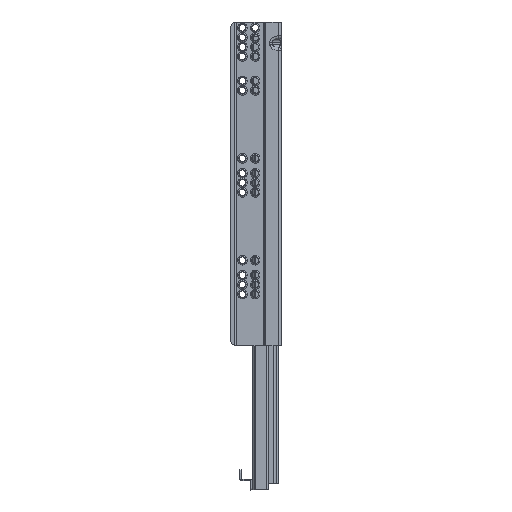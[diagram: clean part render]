
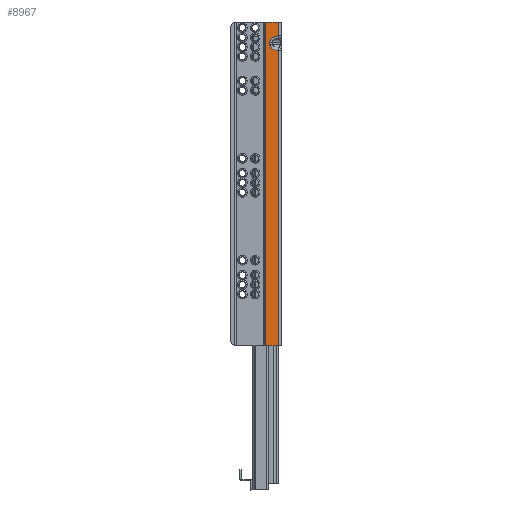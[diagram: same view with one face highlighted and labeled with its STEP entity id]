
A CAD part, left-side view. The second image highlights one B-rep face of the part: STEP entity #8967.
In plain terms, the highlighted planar face has unit normal (-1, 0, 0).
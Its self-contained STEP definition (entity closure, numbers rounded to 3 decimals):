
#824 = VECTOR ( 'NONE', #62782, 1000. ) ;
#1089 = DIRECTION ( 'NONE',  ( -1., 0., 0. ) ) ;
#5767 = EDGE_CURVE ( 'NONE', #112972, #41559, #131128, .T. ) ;
#8967 = ADVANCED_FACE ( 'NONE', ( #104248 ), #132768, .T. ) ;
#11212 =( BOUNDED_CURVE ( )  B_SPLINE_CURVE ( 3, ( #33172, #85401, #34512, #96264 ),
 .UNSPECIFIED., .F., .F. ) 
 B_SPLINE_CURVE_WITH_KNOTS ( ( 4, 4 ),
 ( 4.776, 6.283 ),
 .UNSPECIFIED. ) 
 CURVE ( )  GEOMETRIC_REPRESENTATION_ITEM ( )  RATIONAL_B_SPLINE_CURVE ( ( 1., 0.82, 0.82, 1. ) ) 
 REPRESENTATION_ITEM ( '' )  );
#11431 = EDGE_CURVE ( 'NONE', #56820, #111795, #64239, .T. ) ;
#17627 = CARTESIAN_POINT ( 'NONE',  ( 0., -16.257, -21. ) ) ;
#20461 = DIRECTION ( 'NONE',  ( 0., 0., 1. ) ) ;
#20702 = LINE ( 'NONE', #125894, #824 ) ;
#21034 = CARTESIAN_POINT ( 'NONE',  ( 0., -12.443, -305. ) ) ;
#21807 = CARTESIAN_POINT ( 'NONE',  ( 0., -24.2, -13.012 ) ) ;
#22125 = EDGE_CURVE ( 'NONE', #106473, #74709, #20702, .T. ) ;
#25820 = DIRECTION ( 'NONE',  ( 0., 0., 1. ) ) ;
#26880 = CARTESIAN_POINT ( 'NONE',  ( 0., -12.443, 0. ) ) ;
#29469 = CARTESIAN_POINT ( 'NONE',  ( 0., -24.2, -13.012 ) ) ;
#33172 = CARTESIAN_POINT ( 'NONE',  ( 0., -24.2, -26.988 ) ) ;
#34448 = CARTESIAN_POINT ( 'NONE',  ( 0., -12.443, 0. ) ) ;
#34512 = CARTESIAN_POINT ( 'NONE',  ( 0., -16.257, -24.339 ) ) ;
#35495 = CARTESIAN_POINT ( 'NONE',  ( 0., -24.2, -26.988 ) ) ;
#39809 = CARTESIAN_POINT ( 'NONE',  ( 0., -12.443, -305. ) ) ;
#40976 = CARTESIAN_POINT ( 'NONE',  ( 0., -16.257, -19. ) ) ;
#41559 = VERTEX_POINT ( 'NONE', #129426 ) ;
#41888 = ORIENTED_EDGE ( 'NONE', *, *, #82423, .T. ) ;
#42308 = CARTESIAN_POINT ( 'NONE',  ( 0., -19.488, -13.226 ) ) ;
#42556 = CARTESIAN_POINT ( 'NONE',  ( 0., -12.443, -305. ) ) ;
#50375 = CARTESIAN_POINT ( 'NONE',  ( 0., -24.2, -305. ) ) ;
#53551 = ORIENTED_EDGE ( 'NONE', *, *, #98039, .T. ) ;
#56820 = VERTEX_POINT ( 'NONE', #21034 ) ;
#58076 = DIRECTION ( 'NONE',  ( 0., -1., 0. ) ) ;
#60872 = DIRECTION ( 'NONE',  ( 0., 0., 1. ) ) ;
#61312 = CARTESIAN_POINT ( 'NONE',  ( 0., -16.257, -15.661 ) ) ;
#62782 = DIRECTION ( 'NONE',  ( 0., 0., 1. ) ) ;
#63882 = CARTESIAN_POINT ( 'NONE',  ( 0., -16.257, -19. ) ) ;
#64239 = LINE ( 'NONE', #42556, #98447 ) ;
#67329 = ORIENTED_EDGE ( 'NONE', *, *, #5767, .T. ) ;
#69018 = CARTESIAN_POINT ( 'NONE',  ( 0., -24.2, -305. ) ) ;
#69846 = LINE ( 'NONE', #132288, #111924 ) ;
#71039 = LINE ( 'NONE', #112459, #107820 ) ;
#72322 = DIRECTION ( 'NONE',  ( 0., 0., 1. ) ) ;
#74709 = VERTEX_POINT ( 'NONE', #63882 ) ;
#76539 = AXIS2_PLACEMENT_3D ( 'NONE', #39809, #1089, #72322 ) ;
#77497 = VECTOR ( 'NONE', #58076, 1000. ) ;
#81455 = ORIENTED_EDGE ( 'NONE', *, *, #11431, .T. ) ;
#82423 = EDGE_CURVE ( 'NONE', #111795, #83391, #69846, .T. ) ;
#83391 = VERTEX_POINT ( 'NONE', #35495 ) ;
#85401 = CARTESIAN_POINT ( 'NONE',  ( 0., -19.488, -26.774 ) ) ;
#86049 =( BOUNDED_CURVE ( )  B_SPLINE_CURVE ( 3, ( #40976, #61312, #42308, #29469 ),
 .UNSPECIFIED., .F., .F. ) 
 B_SPLINE_CURVE_WITH_KNOTS ( ( 4, 4 ),
 ( 3.142, 4.648 ),
 .UNSPECIFIED. ) 
 CURVE ( )  GEOMETRIC_REPRESENTATION_ITEM ( )  RATIONAL_B_SPLINE_CURVE ( ( 1., 0.82, 0.82, 1. ) ) 
 REPRESENTATION_ITEM ( '' )  );
#86953 = EDGE_LOOP ( 'NONE', ( #41888, #53551, #103454, #120451, #67329, #104445, #123414, #81455 ) ) ;
#93211 = VECTOR ( 'NONE', #20461, 1000. ) ;
#96264 = CARTESIAN_POINT ( 'NONE',  ( 0., -16.257, -21. ) ) ;
#98039 = EDGE_CURVE ( 'NONE', #83391, #106473, #11212, .T. ) ;
#98447 = VECTOR ( 'NONE', #134187, 1000. ) ;
#103454 = ORIENTED_EDGE ( 'NONE', *, *, #22125, .T. ) ;
#104248 = FACE_OUTER_BOUND ( 'NONE', #86953, .T. ) ;
#104445 = ORIENTED_EDGE ( 'NONE', *, *, #115725, .F. ) ;
#106473 = VERTEX_POINT ( 'NONE', #17627 ) ;
#107820 = VECTOR ( 'NONE', #60872, 1000. ) ;
#111795 = VERTEX_POINT ( 'NONE', #69018 ) ;
#111924 = VECTOR ( 'NONE', #25820, 1000. ) ;
#112459 = CARTESIAN_POINT ( 'NONE',  ( 0., -12.443, -305. ) ) ;
#112972 = VERTEX_POINT ( 'NONE', #21807 ) ;
#114854 = VERTEX_POINT ( 'NONE', #34448 ) ;
#115725 = EDGE_CURVE ( 'NONE', #114854, #41559, #119832, .T. ) ;
#119832 = LINE ( 'NONE', #26880, #77497 ) ;
#120147 = EDGE_CURVE ( 'NONE', #56820, #114854, #71039, .T. ) ;
#120451 = ORIENTED_EDGE ( 'NONE', *, *, #124276, .T. ) ;
#123414 = ORIENTED_EDGE ( 'NONE', *, *, #120147, .F. ) ;
#124276 = EDGE_CURVE ( 'NONE', #74709, #112972, #86049, .T. ) ;
#125894 = CARTESIAN_POINT ( 'NONE',  ( 0., -16.257, -19. ) ) ;
#129426 = CARTESIAN_POINT ( 'NONE',  ( 0., -24.2, 0. ) ) ;
#131128 = LINE ( 'NONE', #50375, #93211 ) ;
#132288 = CARTESIAN_POINT ( 'NONE',  ( 0., -24.2, -305. ) ) ;
#132768 = PLANE ( 'NONE',  #76539 ) ;
#134187 = DIRECTION ( 'NONE',  ( 0., -1., 0. ) ) ;
